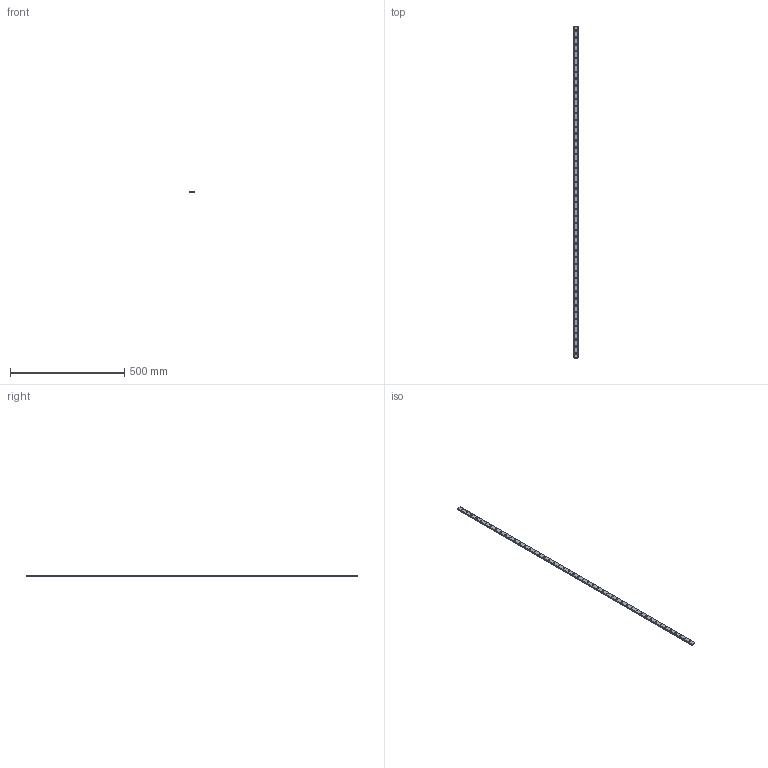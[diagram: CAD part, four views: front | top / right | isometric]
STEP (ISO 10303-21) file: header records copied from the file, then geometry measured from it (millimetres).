
FILE_DESCRIPTION(('STEP AP214'),'1');
FILE_NAME('cctmp_95A3A6F8-AFB9-4D2C-B666-FB3E6354364B_2021_02_22_11_13_42_0627..stp','2021-02-22T10:13:42',('HIWIN GmbH'),('CADClick - www.CADClick.com'),'Spatial InterOp 3D',' ','unknown authorization');
FILE_SCHEMA(('AUTOMOTIVE_DESIGN'));
Length unit declared in the file: millimetre
Products named in the file (1): MGWR09R1450CM_FILE
Bounding box: 18 x 1450 x 7 mm (x, y, z)
Volume: 171462.5 mm3; surface area: 83720.5 mm2
Topology: 1 solids, 1 shells, 527 faces, 1131 edges, 754 vertices
Faces by surface type: cylinder 304, plane 223
Entity records: 18793 total; most frequent: DIRECTION 2795, CARTESIAN_POINT 2413, ORIENTED_EDGE 2262, AXIS2_PLACEMENT_3D 1136, EDGE_CURVE 1131, VERTEX_POINT 754, EDGE_LOOP 675, CIRCLE 608
